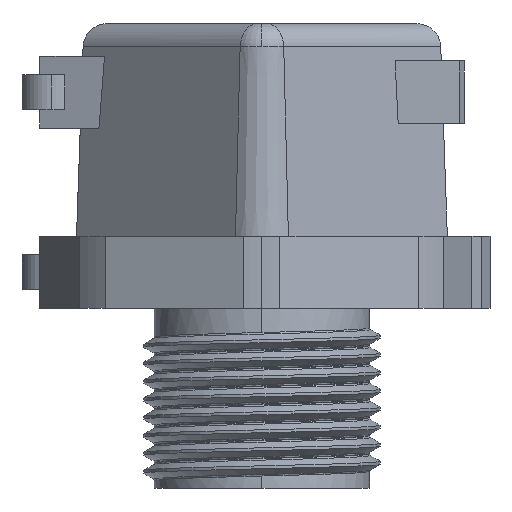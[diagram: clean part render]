
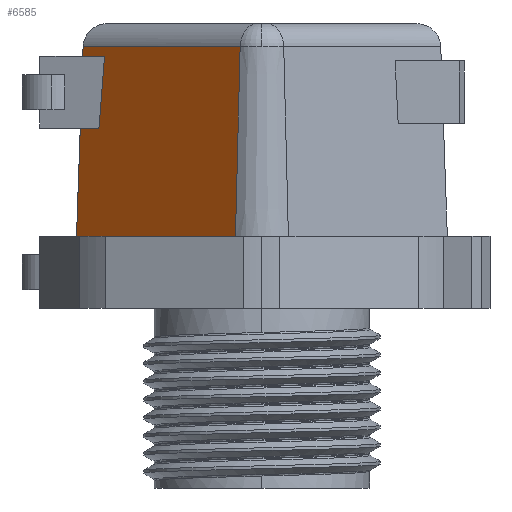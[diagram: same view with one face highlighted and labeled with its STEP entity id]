
A CAD part, left-side view. The second image highlights one B-rep face of the part: STEP entity #6585.
In plain terms, the highlighted planar face has unit normal (-0.707, 0.707, 0.035).
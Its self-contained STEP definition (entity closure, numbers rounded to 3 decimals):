
#9 = CARTESIAN_POINT ( 'NONE',  ( -1.678, 14.896, 21. ) ) ;
#63 = DIRECTION ( 'NONE',  ( -0.707, -0.707, 0. ) ) ;
#87 = CARTESIAN_POINT ( 'NONE',  ( -1.65, 14.923, 21. ) ) ;
#96 = VERTEX_POINT ( 'NONE', #2667 ) ;
#227 = VERTEX_POINT ( 'NONE', #3904 ) ;
#421 = CARTESIAN_POINT ( 'NONE',  ( -1.611, 14.829, 23.7 ) ) ;
#695 = CARTESIAN_POINT ( 'NONE',  ( -2.048, 15.266, 6. ) ) ;
#1159 = FACE_OUTER_BOUND ( 'NONE', #10216, .T. ) ;
#1600 = VECTOR ( 'NONE', #63, 1000. ) ;
#1818 = ORIENTED_EDGE ( 'NONE', *, *, #12385, .T. ) ;
#1819 = LINE ( 'NONE', #9, #1600 ) ;
#2231 = EDGE_CURVE ( 'NONE', #4464, #4294, #6290, .T. ) ;
#2319 = ORIENTED_EDGE ( 'NONE', *, *, #2480, .F. ) ;
#2480 = EDGE_CURVE ( 'NONE', #9536, #4464, #6018, .T. ) ;
#2522 = CARTESIAN_POINT ( 'NONE',  ( -3.531, 12.919, 23.497 ) ) ;
#2631 = EDGE_CURVE ( 'NONE', #96, #12620, #5728, .T. ) ;
#2633 = DIRECTION ( 'NONE',  ( -0.028, -0.077, 0.997 ) ) ;
#2667 = CARTESIAN_POINT ( 'NONE',  ( -15.11, 2.205, 6. ) ) ;
#2679 = EDGE_CURVE ( 'NONE', #12620, #227, #5687, .T. ) ;
#3227 = ORIENTED_EDGE ( 'NONE', *, *, #2631, .T. ) ;
#3464 = DIRECTION ( 'NONE',  ( -0.707, -0.707, 0. ) ) ;
#3629 = ORIENTED_EDGE ( 'NONE', *, *, #10064, .T. ) ;
#3904 = CARTESIAN_POINT ( 'NONE',  ( -1.639, 14.896, 21.77 ) ) ;
#4294 = VERTEX_POINT ( 'NONE', #5362 ) ;
#4464 = VERTEX_POINT ( 'NONE', #5084 ) ;
#5084 = CARTESIAN_POINT ( 'NONE',  ( -3.291, 13.579, 15. ) ) ;
#5228 = AXIS2_PLACEMENT_3D ( 'NONE', #5692, #5381, #7886 ) ;
#5362 = CARTESIAN_POINT ( 'NONE',  ( -3.461, 13.113, 21. ) ) ;
#5381 = DIRECTION ( 'NONE',  ( -0.707, 0.707, 0.035 ) ) ;
#5409 = CARTESIAN_POINT ( 'NONE',  ( -1.867, 15.447, 6. ) ) ;
#5593 = VECTOR ( 'NONE', #10858, 1000. ) ;
#5687 = LINE ( 'NONE', #10844, #5593 ) ;
#5692 = CARTESIAN_POINT ( 'NONE',  ( -1.611, 14.829, 23.7 ) ) ;
#5708 = VECTOR ( 'NONE', #10541, 1000. ) ;
#5728 = LINE ( 'NONE', #10603, #5708 ) ;
#5854 = VECTOR ( 'NONE', #9735, 1000. ) ;
#5990 = VERTEX_POINT ( 'NONE', #87 ) ;
#6018 = LINE ( 'NONE', #9790, #5854 ) ;
#6125 = EDGE_CURVE ( 'NONE', #5990, #4294, #1819, .T. ) ;
#6127 = VECTOR ( 'NONE', #2633, 1000. ) ;
#6290 = LINE ( 'NONE', #2522, #6127 ) ;
#6585 = ADVANCED_FACE ( 'NONE', ( #1159 ), #8415, .T. ) ;
#6986 = DIRECTION ( 'NONE',  ( -0.014, 0.035, -0.999 ) ) ;
#7102 = ORIENTED_EDGE ( 'NONE', *, *, #10364, .T. ) ;
#7532 = VECTOR ( 'NONE', #3464, 1000. ) ;
#7576 = LINE ( 'NONE', #695, #7532 ) ;
#7747 = ORIENTED_EDGE ( 'NONE', *, *, #2679, .T. ) ;
#7886 = DIRECTION ( 'NONE',  ( -0.707, -0.707, 0. ) ) ;
#8415 = PLANE ( 'NONE',  #5228 ) ;
#9536 = VERTEX_POINT ( 'NONE', #12501 ) ;
#9735 = DIRECTION ( 'NONE',  ( -0.707, -0.707, 0. ) ) ;
#9790 = CARTESIAN_POINT ( 'NONE',  ( -1.826, 15.044, 15. ) ) ;
#10039 = CARTESIAN_POINT ( 'NONE',  ( -1.611, 14.829, 23.7 ) ) ;
#10064 = EDGE_CURVE ( 'NONE', #227, #5990, #10823, .T. ) ;
#10216 = EDGE_LOOP ( 'NONE', ( #3629, #10680, #11995, #2319, #7102, #1818, #3227, #7747 ) ) ;
#10332 = VECTOR ( 'NONE', #6986, 1000. ) ;
#10345 = LINE ( 'NONE', #10039, #10332 ) ;
#10364 = EDGE_CURVE ( 'NONE', #9536, #12428, #10345, .T. ) ;
#10541 = DIRECTION ( 'NONE',  ( 0.025, -0.025, 0.999 ) ) ;
#10569 = CARTESIAN_POINT ( 'NONE',  ( -14.72, 1.815, 21.77 ) ) ;
#10603 = CARTESIAN_POINT ( 'NONE',  ( -14.672, 1.768, 23.7 ) ) ;
#10680 = ORIENTED_EDGE ( 'NONE', *, *, #6125, .T. ) ;
#10759 = VECTOR ( 'NONE', #12095, 1000. ) ;
#10823 = LINE ( 'NONE', #421, #10759 ) ;
#10844 = CARTESIAN_POINT ( 'NONE',  ( -1.659, 14.877, 21.77 ) ) ;
#10858 = DIRECTION ( 'NONE',  ( 0.707, 0.707, 0. ) ) ;
#11995 = ORIENTED_EDGE ( 'NONE', *, *, #2231, .F. ) ;
#12095 = DIRECTION ( 'NONE',  ( -0.014, 0.035, -0.999 ) ) ;
#12385 = EDGE_CURVE ( 'NONE', #12428, #96, #7576, .T. ) ;
#12428 = VERTEX_POINT ( 'NONE', #5409 ) ;
#12501 = CARTESIAN_POINT ( 'NONE',  ( -1.737, 15.133, 15. ) ) ;
#12620 = VERTEX_POINT ( 'NONE', #10569 ) ;
